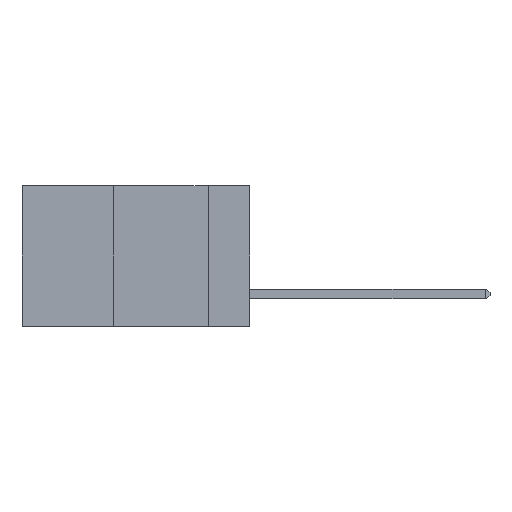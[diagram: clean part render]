
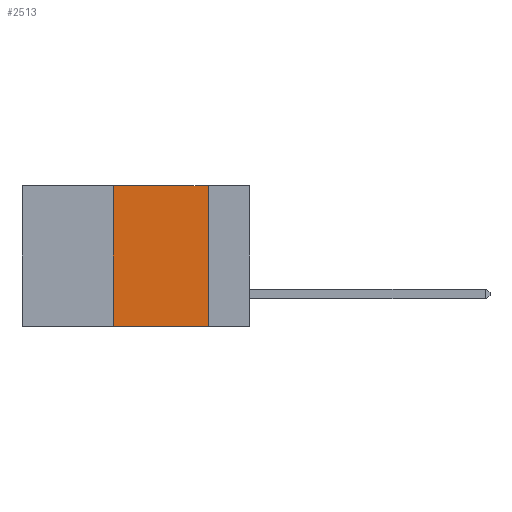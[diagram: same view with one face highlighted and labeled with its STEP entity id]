
A CAD part, left-side view. The second image highlights one B-rep face of the part: STEP entity #2513.
In plain terms, the highlighted planar face has unit normal (-1, 0, 0).
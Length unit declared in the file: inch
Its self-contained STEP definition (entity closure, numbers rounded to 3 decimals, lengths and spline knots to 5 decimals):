
#168 = LINE ( 'NONE', #10760, #10537 ) ;
#209 = LINE ( 'NONE', #1125, #7811 ) ;
#409 = DIRECTION ( 'NONE',  ( 0., 0., -1. ) ) ;
#871 = EDGE_CURVE ( 'NONE', #9113, #11225, #10013, .T. ) ;
#1081 = CARTESIAN_POINT ( 'NONE',  ( 0., 0.6, 0. ) ) ;
#1125 = CARTESIAN_POINT ( 'NONE',  ( 0., 0.6, 0. ) ) ;
#1515 = ORIENTED_EDGE ( 'NONE', *, *, #871, .F. ) ;
#2489 = FACE_OUTER_BOUND ( 'NONE', #10777, .T. ) ;
#2513 = ADVANCED_FACE ( 'NONE', ( #2489 ), #10734, .F. ) ;
#3174 = EDGE_CURVE ( 'NONE', #9113, #8399, #168, .T. ) ;
#3470 = LINE ( 'NONE', #8296, #8298 ) ;
#5091 = DIRECTION ( 'NONE',  ( 1., 0., 0. ) ) ;
#5824 = CARTESIAN_POINT ( 'NONE',  ( 0., 0.11, -0.37 ) ) ;
#5969 = DIRECTION ( 'NONE',  ( 0., 0., 1. ) ) ;
#6070 = AXIS2_PLACEMENT_3D ( 'NONE', #1081, #5091, #11663 ) ;
#6896 = VERTEX_POINT ( 'NONE', #10197 ) ;
#7252 = VECTOR ( 'NONE', #5969, 39.37008 ) ;
#7811 = VECTOR ( 'NONE', #7993, 39.37008 ) ;
#7856 = CARTESIAN_POINT ( 'NONE',  ( 0., 0.36, -0.37 ) ) ;
#7993 = DIRECTION ( 'NONE',  ( 0., -1., 0. ) ) ;
#8104 = EDGE_CURVE ( 'NONE', #6896, #8399, #3470, .T. ) ;
#8296 = CARTESIAN_POINT ( 'NONE',  ( 0., 0.11, 0. ) ) ;
#8298 = VECTOR ( 'NONE', #409, 39.37008 ) ;
#8399 = VERTEX_POINT ( 'NONE', #5824 ) ;
#8400 = CARTESIAN_POINT ( 'NONE',  ( 0., 0.36, 0. ) ) ;
#8500 = CARTESIAN_POINT ( 'NONE',  ( 0., 0.36, 0. ) ) ;
#9113 = VERTEX_POINT ( 'NONE', #7856 ) ;
#10013 = LINE ( 'NONE', #8500, #7252 ) ;
#10197 = CARTESIAN_POINT ( 'NONE',  ( 0., 0.11, 0. ) ) ;
#10294 = EDGE_CURVE ( 'NONE', #11225, #6896, #209, .T. ) ;
#10537 = VECTOR ( 'NONE', #11687, 39.37008 ) ;
#10734 = PLANE ( 'NONE',  #6070 ) ;
#10760 = CARTESIAN_POINT ( 'NONE',  ( 0., 0.6, -0.37 ) ) ;
#10777 = EDGE_LOOP ( 'NONE', ( #11127, #11424, #1515, #11710 ) ) ;
#11127 = ORIENTED_EDGE ( 'NONE', *, *, #8104, .F. ) ;
#11225 = VERTEX_POINT ( 'NONE', #8400 ) ;
#11424 = ORIENTED_EDGE ( 'NONE', *, *, #10294, .F. ) ;
#11663 = DIRECTION ( 'NONE',  ( 0., 0., -1. ) ) ;
#11687 = DIRECTION ( 'NONE',  ( 0., -1., 0. ) ) ;
#11710 = ORIENTED_EDGE ( 'NONE', *, *, #3174, .T. ) ;
